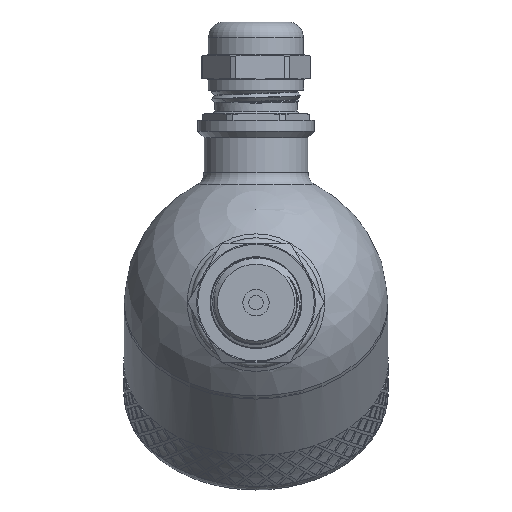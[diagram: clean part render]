
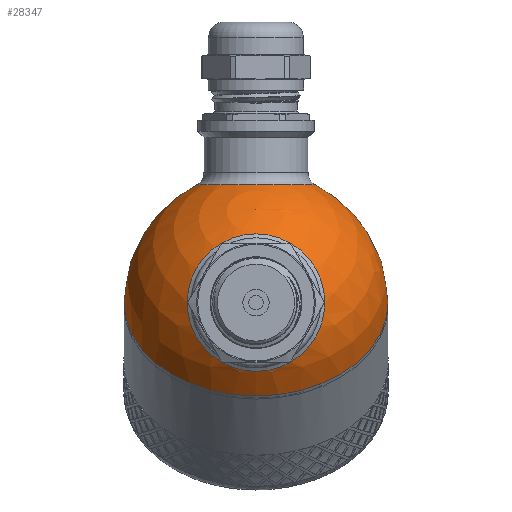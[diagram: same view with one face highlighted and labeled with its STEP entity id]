
A CAD part, left-side view. The second image highlights one B-rep face of the part: STEP entity #28347.
In plain terms, the highlighted spherical face has radius 30 mm.
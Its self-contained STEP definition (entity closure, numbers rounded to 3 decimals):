
#145=SPHERICAL_SURFACE('',#30129,30.);
#242=FACE_BOUND('',#4132,.T.);
#243=FACE_BOUND('',#4133,.T.);
#2313=FACE_OUTER_BOUND('',#4131,.T.);
#4131=EDGE_LOOP('',(#20347,#20348,#20349,#20350));
#4132=EDGE_LOOP('',(#20351));
#4133=EDGE_LOOP('',(#20352));
#5861=CIRCLE('',#30052,30.);
#5862=CIRCLE('',#30053,30.);
#5889=CIRCLE('',#30125,13.5);
#5892=CIRCLE('',#30130,30.);
#5893=CIRCLE('',#30131,15.643);
#11176=VERTEX_POINT('',#39743);
#11177=VERTEX_POINT('',#39745);
#11652=VERTEX_POINT('',#45807);
#11654=VERTEX_POINT('',#45814);
#11655=VERTEX_POINT('',#45816);
#14222=EDGE_CURVE('',#11176,#11177,#5861,.T.);
#14223=EDGE_CURVE('',#11177,#11176,#5862,.T.);
#14938=EDGE_CURVE('',#11652,#11652,#5889,.T.);
#14941=EDGE_CURVE('',#11177,#11654,#5892,.T.);
#14942=EDGE_CURVE('',#11655,#11655,#5893,.T.);
#20347=ORIENTED_EDGE('',*,*,#14223,.F.);
#20348=ORIENTED_EDGE('',*,*,#14941,.T.);
#20349=ORIENTED_EDGE('',*,*,#14941,.F.);
#20350=ORIENTED_EDGE('',*,*,#14222,.F.);
#20351=ORIENTED_EDGE('',*,*,#14942,.F.);
#20352=ORIENTED_EDGE('',*,*,#14938,.F.);
#28347=ADVANCED_FACE('',(#2313,#242,#243),#145,.T.);
#30052=AXIS2_PLACEMENT_3D('',#39746,#31627,#31628);
#30053=AXIS2_PLACEMENT_3D('',#39747,#31629,#31630);
#30125=AXIS2_PLACEMENT_3D('',#45808,#32025,#32026);
#30129=AXIS2_PLACEMENT_3D('',#45813,#32033,#32034);
#30130=AXIS2_PLACEMENT_3D('',#45815,#32035,#32036);
#30131=AXIS2_PLACEMENT_3D('',#45817,#32037,#32038);
#31627=DIRECTION('center_axis',(1.,0.,0.));
#31628=DIRECTION('ref_axis',(0.,1.,0.));
#31629=DIRECTION('center_axis',(1.,0.,0.));
#31630=DIRECTION('ref_axis',(0.,1.,0.));
#32025=DIRECTION('center_axis',(-0.707,0.,-0.707));
#32026=DIRECTION('ref_axis',(-0.707,0.,0.707));
#32033=DIRECTION('center_axis',(1.,0.,0.));
#32034=DIRECTION('ref_axis',(0.,-1.,0.));
#32035=DIRECTION('center_axis',(0.,0.,1.));
#32036=DIRECTION('ref_axis',(0.,1.,0.));
#32037=DIRECTION('center_axis',(-0.707,0.,0.707));
#32038=DIRECTION('ref_axis',(0.707,0.,0.707));
#39743=CARTESIAN_POINT('',(0.,-30.,0.));
#39745=CARTESIAN_POINT('',(0.,30.,0.));
#39746=CARTESIAN_POINT('Origin',(0.,0.,0.));
#39747=CARTESIAN_POINT('Origin',(0.,0.,0.));
#45807=CARTESIAN_POINT('',(-9.398,0.,-28.49));
#45808=CARTESIAN_POINT('Origin',(-18.944,0.,-18.944));
#45813=CARTESIAN_POINT('Origin',(0.,0.,0.));
#45814=CARTESIAN_POINT('',(-30.,0.,0.));
#45815=CARTESIAN_POINT('Origin',(0.,0.,0.));
#45816=CARTESIAN_POINT('',(-29.162,0.,7.04));
#45817=CARTESIAN_POINT('Origin',(-18.101,0.,18.101));
